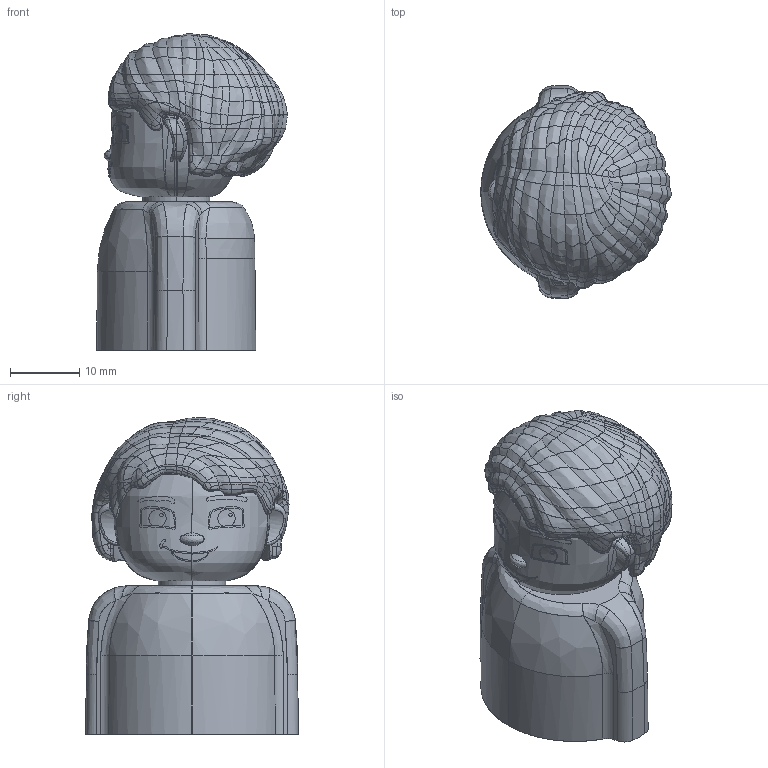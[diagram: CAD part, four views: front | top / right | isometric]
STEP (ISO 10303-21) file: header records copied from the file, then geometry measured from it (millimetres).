
FILE_DESCRIPTION((''),'2;1');
FILE_NAME('AD.stp','2021-05-16T18:31:49',(''),(''),'AutoCAD STEP 2000i','AutoCAD 2000i',', , ');
FILE_SCHEMA(('CONFIG_CONTROL_DESIGN'));
Length unit declared in the file: millimetre
Products named in the file (1): AD
Bounding box: 27.64 x 30.86 x 45.9 mm (x, y, z)
Surface area: 10124.1 mm2 (no closed solid volume)
Topology: 0 solids, 0 shells, 1124 faces, 5187 edges, 5170 vertices
Faces by surface type: bspline 1124
Entity records: 206422 total; most frequent: CARTESIAN_POINT 182821, B_SPLINE_CURVE_WITH_KNOTS 5358, COMPOSITE_CURVE_SEGMENT 5181, PCURVE 5090, QUASI_UNIFORM_CURVE 4645, OUTER_BOUNDARY_CURVE 1124, CURVE_BOUNDED_SURFACE 1124, B_SPLINE_SURFACE_WITH_KNOTS 807
